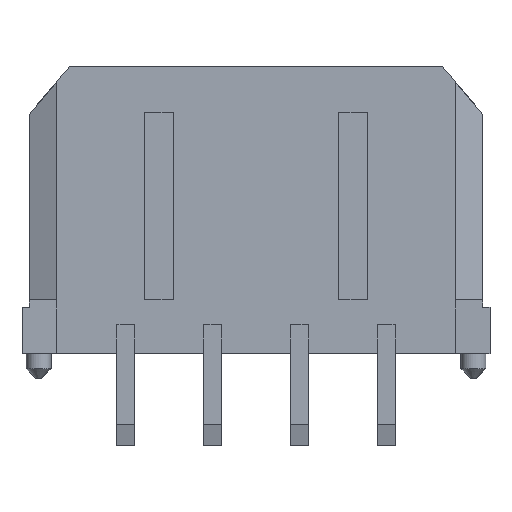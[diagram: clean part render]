
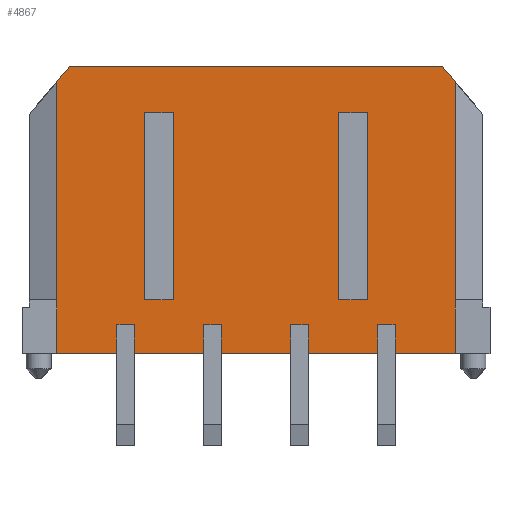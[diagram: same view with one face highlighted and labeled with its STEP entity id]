
A CAD part, front view. The second image highlights one B-rep face of the part: STEP entity #4867.
In plain terms, the highlighted planar face has unit normal (0, -1, 0).
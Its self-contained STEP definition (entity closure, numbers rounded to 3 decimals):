
#489=DIRECTION('',(1.,0.,0.));
#490=VECTOR('',#489,1.);
#491=CARTESIAN_POINT('',(-3.85,-3.46,3.35));
#492=LINE('',#491,#490);
#493=DIRECTION('',(0.,0.,1.));
#494=VECTOR('',#493,6.46);
#495=CARTESIAN_POINT('',(-3.85,-3.46,-3.11));
#496=LINE('',#495,#494);
#497=DIRECTION('',(1.,0.,0.));
#498=VECTOR('',#497,1.);
#499=CARTESIAN_POINT('',(-3.85,-3.46,-3.11));
#500=LINE('',#499,#498);
#501=DIRECTION('',(0.,0.,1.));
#502=VECTOR('',#501,6.46);
#503=CARTESIAN_POINT('',(-2.85,-3.46,-3.11));
#504=LINE('',#503,#502);
#505=DIRECTION('',(1.,0.,0.));
#506=VECTOR('',#505,1.);
#507=CARTESIAN_POINT('',(2.85,-3.46,3.35));
#508=LINE('',#507,#506);
#509=DIRECTION('',(0.,0.,1.));
#510=VECTOR('',#509,6.46);
#511=CARTESIAN_POINT('',(2.85,-3.46,-3.11));
#512=LINE('',#511,#510);
#513=DIRECTION('',(1.,0.,0.));
#514=VECTOR('',#513,1.);
#515=CARTESIAN_POINT('',(2.85,-3.46,-3.11));
#516=LINE('',#515,#514);
#517=DIRECTION('',(0.,0.,1.));
#518=VECTOR('',#517,6.46);
#519=CARTESIAN_POINT('',(3.85,-3.46,-3.11));
#520=LINE('',#519,#518);
#521=DIRECTION('',(0.,0.,1.));
#522=VECTOR('',#521,1.);
#523=CARTESIAN_POINT('',(-4.799,-3.46,-4.96));
#524=LINE('',#523,#522);
#525=DIRECTION('',(0.,0.,-1.));
#526=VECTOR('',#525,7.518);
#527=CARTESIAN_POINT('',(-6.884,-3.46,4.408));
#528=LINE('',#527,#526);
#529=DIRECTION('',(-0.647,0.,-0.763));
#530=VECTOR('',#529,0.71);
#531=CARTESIAN_POINT('',(-6.425,-3.46,4.95));
#532=LINE('',#531,#530);
#533=DIRECTION('',(1.,0.,0.));
#534=VECTOR('',#533,12.85);
#535=CARTESIAN_POINT('',(-6.425,-3.46,4.95));
#536=LINE('',#535,#534);
#537=DIRECTION('',(-0.647,0.,0.763));
#538=VECTOR('',#537,0.71);
#539=CARTESIAN_POINT('',(6.884,-3.46,4.408));
#540=LINE('',#539,#538);
#541=DIRECTION('',(0.,0.,-1.));
#542=VECTOR('',#541,7.518);
#543=CARTESIAN_POINT('',(6.884,-3.46,4.408));
#544=LINE('',#543,#542);
#545=DIRECTION('',(0.,0.,-1.));
#546=VECTOR('',#545,1.85);
#547=CARTESIAN_POINT('',(6.875,-3.46,-3.11));
#548=LINE('',#547,#546);
#549=DIRECTION('',(0.,0.,1.));
#550=VECTOR('',#549,1.);
#551=CARTESIAN_POINT('',(4.799,-3.46,-4.96));
#552=LINE('',#551,#550);
#553=DIRECTION('',(1.,0.,0.));
#554=VECTOR('',#553,0.597);
#555=CARTESIAN_POINT('',(4.202,-3.46,-3.96));
#556=LINE('',#555,#554);
#557=DIRECTION('',(0.,0.,1.));
#558=VECTOR('',#557,1.);
#559=CARTESIAN_POINT('',(4.202,-3.46,-4.96));
#560=LINE('',#559,#558);
#561=DIRECTION('',(0.,0.,1.));
#562=VECTOR('',#561,1.);
#563=CARTESIAN_POINT('',(1.799,-3.46,-4.96));
#564=LINE('',#563,#562);
#565=DIRECTION('',(1.,0.,0.));
#566=VECTOR('',#565,0.597);
#567=CARTESIAN_POINT('',(1.202,-3.46,-3.96));
#568=LINE('',#567,#566);
#569=DIRECTION('',(0.,0.,1.));
#570=VECTOR('',#569,1.);
#571=CARTESIAN_POINT('',(1.202,-3.46,-4.96));
#572=LINE('',#571,#570);
#573=DIRECTION('',(0.,0.,1.));
#574=VECTOR('',#573,1.);
#575=CARTESIAN_POINT('',(-1.202,-3.46,-4.96));
#576=LINE('',#575,#574);
#577=DIRECTION('',(1.,0.,0.));
#578=VECTOR('',#577,0.597);
#579=CARTESIAN_POINT('',(-1.799,-3.46,-3.96));
#580=LINE('',#579,#578);
#581=DIRECTION('',(0.,0.,1.));
#582=VECTOR('',#581,1.);
#583=CARTESIAN_POINT('',(-1.799,-3.46,-4.96));
#584=LINE('',#583,#582);
#585=DIRECTION('',(0.,0.,1.));
#586=VECTOR('',#585,1.);
#587=CARTESIAN_POINT('',(-4.202,-3.46,-4.96));
#588=LINE('',#587,#586);
#589=DIRECTION('',(1.,0.,0.));
#590=VECTOR('',#589,0.597);
#591=CARTESIAN_POINT('',(-4.799,-3.46,-3.96));
#592=LINE('',#591,#590);
#1681=DIRECTION('',(-1.,0.,0.));
#1682=VECTOR('',#1681,2.077);
#1683=CARTESIAN_POINT('',(6.875,-3.46,-4.96));
#1684=LINE('',#1683,#1682);
#1697=DIRECTION('',(-1.,0.,0.));
#1698=VECTOR('',#1697,2.403);
#1699=CARTESIAN_POINT('',(4.202,-3.46,-4.96));
#1700=LINE('',#1699,#1698);
#1713=DIRECTION('',(-1.,0.,0.));
#1714=VECTOR('',#1713,2.403);
#1715=CARTESIAN_POINT('',(1.202,-3.46,-4.96));
#1716=LINE('',#1715,#1714);
#1737=DIRECTION('',(-1.,0.,0.));
#1738=VECTOR('',#1737,2.077);
#1739=CARTESIAN_POINT('',(-4.799,-3.46,-4.96));
#1740=LINE('',#1739,#1738);
#1745=DIRECTION('',(-1.,0.,0.));
#1746=VECTOR('',#1745,2.403);
#1747=CARTESIAN_POINT('',(-1.799,-3.46,-4.96));
#1748=LINE('',#1747,#1746);
#1761=DIRECTION('',(1.,0.,0.));
#1762=VECTOR('',#1761,0.009);
#1763=CARTESIAN_POINT('',(6.875,-3.46,-3.11));
#1764=LINE('',#1763,#1762);
#1785=DIRECTION('',(1.,0.,0.));
#1786=VECTOR('',#1785,0.009);
#1787=CARTESIAN_POINT('',(-6.884,-3.46,-3.11));
#1788=LINE('',#1787,#1786);
#3131=DIRECTION('',(0.,0.,-1.));
#3132=VECTOR('',#3131,1.85);
#3133=CARTESIAN_POINT('',(-6.875,-3.46,-3.11));
#3134=LINE('',#3133,#3132);
#3227=CARTESIAN_POINT('',(-6.425,-3.46,4.95));
#3228=CARTESIAN_POINT('',(6.425,-3.46,4.95));
#3229=VERTEX_POINT('',#3227);
#3230=VERTEX_POINT('',#3228);
#3267=CARTESIAN_POINT('',(6.884,-3.46,4.408));
#3268=CARTESIAN_POINT('',(6.884,-3.46,-3.11));
#3269=VERTEX_POINT('',#3267);
#3270=VERTEX_POINT('',#3268);
#3322=CARTESIAN_POINT('',(4.202,-3.46,-4.96));
#3324=VERTEX_POINT('',#3322);
#3326=CARTESIAN_POINT('',(4.799,-3.46,-4.96));
#3328=VERTEX_POINT('',#3326);
#3334=CARTESIAN_POINT('',(1.202,-3.46,-4.96));
#3336=VERTEX_POINT('',#3334);
#3338=CARTESIAN_POINT('',(1.799,-3.46,-4.96));
#3340=VERTEX_POINT('',#3338);
#3346=CARTESIAN_POINT('',(-1.799,-3.46,-4.96));
#3348=VERTEX_POINT('',#3346);
#3350=CARTESIAN_POINT('',(-1.202,-3.46,-4.96));
#3352=VERTEX_POINT('',#3350);
#3358=CARTESIAN_POINT('',(-4.799,-3.46,-4.96));
#3360=VERTEX_POINT('',#3358);
#3362=CARTESIAN_POINT('',(-4.202,-3.46,-4.96));
#3364=VERTEX_POINT('',#3362);
#3370=CARTESIAN_POINT('',(6.875,-3.46,-3.11));
#3372=VERTEX_POINT('',#3370);
#3374=CARTESIAN_POINT('',(-6.875,-3.46,-3.11));
#3376=VERTEX_POINT('',#3374);
#3381=CARTESIAN_POINT('',(6.875,-3.46,-4.96));
#3382=VERTEX_POINT('',#3381);
#3383=CARTESIAN_POINT('',(-6.875,-3.46,-4.96));
#3384=VERTEX_POINT('',#3383);
#3385=CARTESIAN_POINT('',(4.202,-3.46,-3.96));
#3386=VERTEX_POINT('',#3385);
#3387=CARTESIAN_POINT('',(4.799,-3.46,-3.96));
#3388=VERTEX_POINT('',#3387);
#3389=CARTESIAN_POINT('',(1.202,-3.46,-3.96));
#3390=VERTEX_POINT('',#3389);
#3391=CARTESIAN_POINT('',(1.799,-3.46,-3.96));
#3392=VERTEX_POINT('',#3391);
#3393=CARTESIAN_POINT('',(-1.799,-3.46,-3.96));
#3394=VERTEX_POINT('',#3393);
#3395=CARTESIAN_POINT('',(-1.202,-3.46,-3.96));
#3396=VERTEX_POINT('',#3395);
#3397=CARTESIAN_POINT('',(-4.799,-3.46,-3.96));
#3398=VERTEX_POINT('',#3397);
#3399=CARTESIAN_POINT('',(-4.202,-3.46,-3.96));
#3400=VERTEX_POINT('',#3399);
#3417=CARTESIAN_POINT('',(-6.884,-3.46,-3.11));
#3418=VERTEX_POINT('',#3417);
#3491=CARTESIAN_POINT('',(-3.85,-3.46,3.35));
#3492=CARTESIAN_POINT('',(-2.85,-3.46,3.35));
#3493=VERTEX_POINT('',#3491);
#3494=VERTEX_POINT('',#3492);
#3495=CARTESIAN_POINT('',(2.85,-3.46,3.35));
#3496=CARTESIAN_POINT('',(3.85,-3.46,3.35));
#3497=VERTEX_POINT('',#3495);
#3498=VERTEX_POINT('',#3496);
#3499=CARTESIAN_POINT('',(-3.85,-3.46,-3.11));
#3500=CARTESIAN_POINT('',(-2.85,-3.46,-3.11));
#3501=VERTEX_POINT('',#3499);
#3502=VERTEX_POINT('',#3500);
#3503=CARTESIAN_POINT('',(2.85,-3.46,-3.11));
#3504=CARTESIAN_POINT('',(3.85,-3.46,-3.11));
#3505=VERTEX_POINT('',#3503);
#3506=VERTEX_POINT('',#3504);
#4143=CARTESIAN_POINT('',(-6.884,-3.46,4.408));
#4144=VERTEX_POINT('',#4143);
#4790=CARTESIAN_POINT('',(-7.825,-3.46,4.95));
#4791=DIRECTION('',(0.,-1.,0.));
#4792=DIRECTION('',(0.,0.,-1.));
#4793=AXIS2_PLACEMENT_3D('',#4790,#4791,#4792);
#4794=PLANE('',#4793);
#4796=ORIENTED_EDGE('',*,*,#4795,.F.);
#4798=ORIENTED_EDGE('',*,*,#4797,.T.);
#4800=ORIENTED_EDGE('',*,*,#4799,.F.);
#4802=ORIENTED_EDGE('',*,*,#4801,.F.);
#4804=ORIENTED_EDGE('',*,*,#4803,.F.);
#4806=ORIENTED_EDGE('',*,*,#4805,.F.);
#4807=ORIENTED_EDGE('',*,*,#4683,.T.);
#4808=ORIENTED_EDGE('',*,*,#4444,.F.);
#4810=ORIENTED_EDGE('',*,*,#4809,.T.);
#4812=ORIENTED_EDGE('',*,*,#4811,.F.);
#4814=ORIENTED_EDGE('',*,*,#4813,.T.);
#4816=ORIENTED_EDGE('',*,*,#4815,.T.);
#4818=ORIENTED_EDGE('',*,*,#4817,.T.);
#4820=ORIENTED_EDGE('',*,*,#4819,.F.);
#4822=ORIENTED_EDGE('',*,*,#4821,.F.);
#4824=ORIENTED_EDGE('',*,*,#4823,.T.);
#4826=ORIENTED_EDGE('',*,*,#4825,.T.);
#4828=ORIENTED_EDGE('',*,*,#4827,.F.);
#4830=ORIENTED_EDGE('',*,*,#4829,.F.);
#4832=ORIENTED_EDGE('',*,*,#4831,.T.);
#4834=ORIENTED_EDGE('',*,*,#4833,.T.);
#4836=ORIENTED_EDGE('',*,*,#4835,.F.);
#4838=ORIENTED_EDGE('',*,*,#4837,.F.);
#4840=ORIENTED_EDGE('',*,*,#4839,.T.);
#4842=ORIENTED_EDGE('',*,*,#4841,.T.);
#4844=ORIENTED_EDGE('',*,*,#4843,.F.);
#4845=EDGE_LOOP('',(#4796,#4798,#4800,#4802,#4804,#4806,#4807,#4808,#4810,#4812,
#4814,#4816,#4818,#4820,#4822,#4824,#4826,#4828,#4830,#4832,#4834,#4836,#4838,
#4840,#4842,#4844));
#4846=FACE_OUTER_BOUND('',#4845,.F.);
#4848=ORIENTED_EDGE('',*,*,#4847,.F.);
#4850=ORIENTED_EDGE('',*,*,#4849,.F.);
#4852=ORIENTED_EDGE('',*,*,#4851,.T.);
#4854=ORIENTED_EDGE('',*,*,#4853,.T.);
#4855=EDGE_LOOP('',(#4848,#4850,#4852,#4854));
#4856=FACE_BOUND('',#4855,.F.);
#4858=ORIENTED_EDGE('',*,*,#4857,.F.);
#4860=ORIENTED_EDGE('',*,*,#4859,.F.);
#4862=ORIENTED_EDGE('',*,*,#4861,.T.);
#4864=ORIENTED_EDGE('',*,*,#4863,.T.);
#4865=EDGE_LOOP('',(#4858,#4860,#4862,#4864));
#4866=FACE_BOUND('',#4865,.F.);
#4867=ADVANCED_FACE('',(#4846,#4856,#4866),#4794,.T.);
#4444=EDGE_CURVE('',#3269,#3230,#540,.T.);
#4683=EDGE_CURVE('',#3229,#3230,#536,.T.);
#4795=EDGE_CURVE('',#3360,#3398,#524,.T.);
#4797=EDGE_CURVE('',#3360,#3384,#1740,.T.);
#4799=EDGE_CURVE('',#3376,#3384,#3134,.T.);
#4801=EDGE_CURVE('',#3418,#3376,#1788,.T.);
#4803=EDGE_CURVE('',#4144,#3418,#528,.T.);
#4805=EDGE_CURVE('',#3229,#4144,#532,.T.);
#4809=EDGE_CURVE('',#3269,#3270,#544,.T.);
#4811=EDGE_CURVE('',#3372,#3270,#1764,.T.);
#4813=EDGE_CURVE('',#3372,#3382,#548,.T.);
#4815=EDGE_CURVE('',#3382,#3328,#1684,.T.);
#4817=EDGE_CURVE('',#3328,#3388,#552,.T.);
#4819=EDGE_CURVE('',#3386,#3388,#556,.T.);
#4821=EDGE_CURVE('',#3324,#3386,#560,.T.);
#4823=EDGE_CURVE('',#3324,#3340,#1700,.T.);
#4825=EDGE_CURVE('',#3340,#3392,#564,.T.);
#4827=EDGE_CURVE('',#3390,#3392,#568,.T.);
#4829=EDGE_CURVE('',#3336,#3390,#572,.T.);
#4831=EDGE_CURVE('',#3336,#3352,#1716,.T.);
#4833=EDGE_CURVE('',#3352,#3396,#576,.T.);
#4835=EDGE_CURVE('',#3394,#3396,#580,.T.);
#4837=EDGE_CURVE('',#3348,#3394,#584,.T.);
#4839=EDGE_CURVE('',#3348,#3364,#1748,.T.);
#4841=EDGE_CURVE('',#3364,#3400,#588,.T.);
#4843=EDGE_CURVE('',#3398,#3400,#592,.T.);
#4847=EDGE_CURVE('',#3497,#3498,#508,.T.);
#4849=EDGE_CURVE('',#3505,#3497,#512,.T.);
#4851=EDGE_CURVE('',#3505,#3506,#516,.T.);
#4853=EDGE_CURVE('',#3506,#3498,#520,.T.);
#4857=EDGE_CURVE('',#3493,#3494,#492,.T.);
#4859=EDGE_CURVE('',#3501,#3493,#496,.T.);
#4861=EDGE_CURVE('',#3501,#3502,#500,.T.);
#4863=EDGE_CURVE('',#3502,#3494,#504,.T.);
